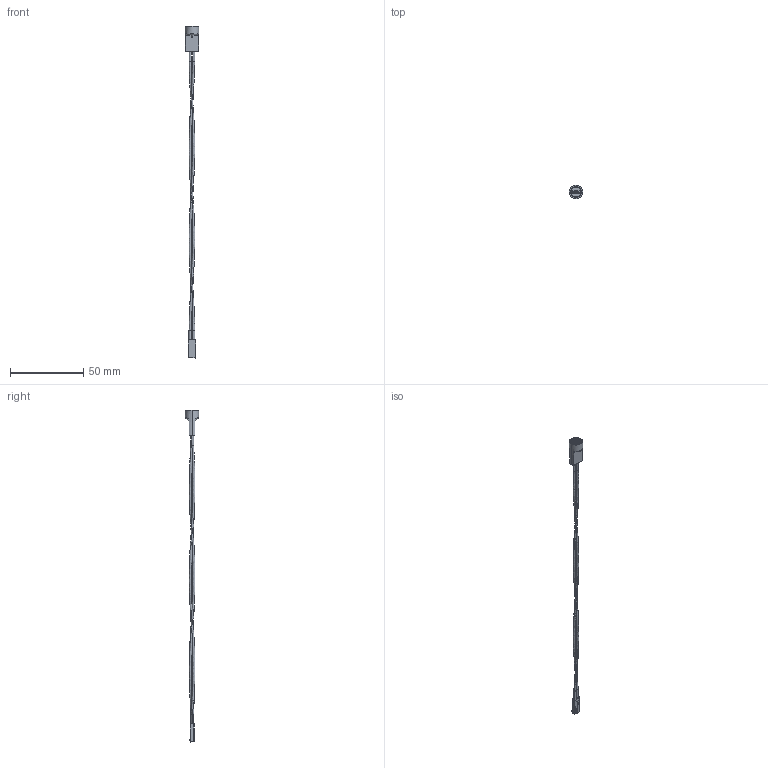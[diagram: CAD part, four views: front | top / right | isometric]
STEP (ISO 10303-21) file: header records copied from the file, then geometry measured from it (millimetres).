
FILE_DESCRIPTION (( 'STEP AP214' ), '1' );
FILE_NAME ('CNX_C_E_4_1_08.STEP', '2018-10-02T17:36:31', ( 'user' ), ( 'Microsoft' ), 'SwSTEP 2.0', 'SolidWorks 2018', '' );
FILE_SCHEMA (( 'AUTOMOTIVE_DESIGN' ));
Length unit declared in the file: inch
Products named in the file (5): 450 001 Rev003_Crimped; 450 302 Rev002_450 302; 22 AWG; 450 220; CNX_C_E_4_1_08
Assembly tree (7 placements, depth 2):
  CNX_C_E_4_1_08
    450 220
    22 AWG
    450 302 Rev002_450 302
    450 001 Rev003_Crimped  x4
Bounding box: 9.14 x 9.14 x 227.35 mm (x, y, z)
Volume: 1208.4 mm3; surface area: 3630.6 mm2
Topology: 16 solids, 16 shells, 1079 faces, 2871 edges, 1867 vertices
Faces by surface type: plane 700, cylinder 192, bspline 158, cone 16, torus 9, sphere 4
Entity records: 25844 total; most frequent: CARTESIAN_POINT 11462, ORIENTED_EDGE 3086, DIRECTION 2451, EDGE_CURVE 1543, VECTOR 1087, LINE 1087, VERTEX_POINT 1009, AXIS2_PLACEMENT_3D 682
